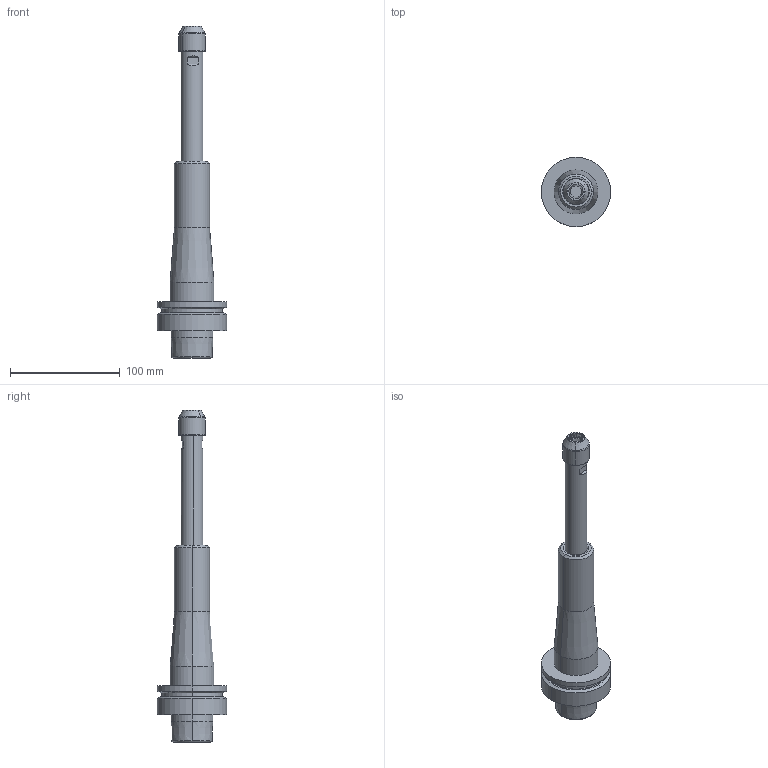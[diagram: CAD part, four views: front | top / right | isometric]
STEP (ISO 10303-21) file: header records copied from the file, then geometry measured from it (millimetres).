
FILE_DESCRIPTION(('HOOPS Exchange Step'),'2;1');
FILE_NAME('export-353D33D4-B8B3-48B4-962B-F2FC56B5CE23.stp','2023-12-06T11:52:59+01:00',('Engineering'),('Alibre'),'HOOPS Exchange 2021.0','Alibre','Unknown authorisation');
FILE_SCHEMA( ('AP242_MANAGED_MODEL_BASED_3D_ENGINEERING_MIM_LF {1 0 10303 442 1 1 4 }') );
Length unit declared in the file: millimetre
Products named in the file (5): 4165 HYDRO-GRIP PENCIL-20x110-HSK63F; 6404-1 CYL 20 x 150 - MRM 16 Cylindrical shank micRun® SHAFT; 6404-2 CYL 20 x 150 - MRM 16 Cylindrical shank micRun® MRM16NUT; 6404 CYL 20 x 150 - MRM 16 Cylindrical shank micRun® colletholders; Example 4165 and 6404
Assembly tree (4 placements, depth 3):
  Example 4165 and 6404
    4165 HYDRO-GRIP PENCIL-20x110-HSK63F
    6404 CYL 20 x 150 - MRM 16 Cylindrical shank micRun® colletholders
      6404-1 CYL 20 x 150 - MRM 16 Cylindrical shank micRun® SHAFT
      6404-2 CYL 20 x 150 - MRM 16 Cylindrical shank micRun® MRM16NUT
Bounding box: 63 x 63 x 302.2 mm (x, y, z)
Volume: 225208 mm3; surface area: 55879.5 mm2
Topology: 3 solids, 3 shells, 172 faces, 393 edges, 238 vertices
Faces by surface type: cylinder 65, cone 40, torus 33, plane 31, bspline 3
Entity records: 69662 total; most frequent: CARTESIAN_POINT 65494, DIRECTION 922, ORIENTED_EDGE 782, AXIS2_PLACEMENT_3D 396, EDGE_CURVE 391, VERTEX_POINT 238, CIRCLE 209, EDGE_LOOP 189
